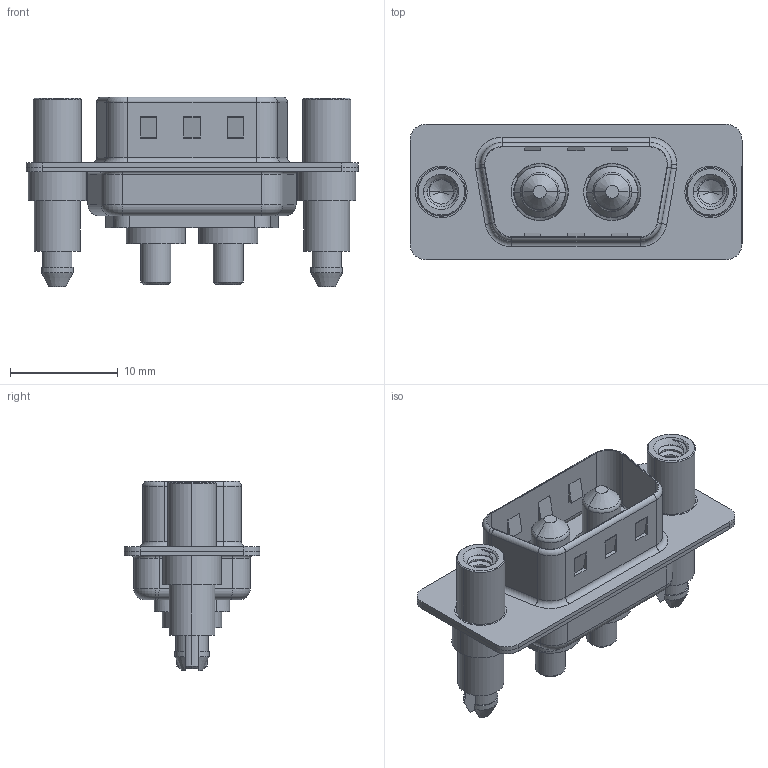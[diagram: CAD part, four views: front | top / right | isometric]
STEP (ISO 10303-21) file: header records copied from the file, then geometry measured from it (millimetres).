
FILE_DESCRIPTION (( 'STEP AP203' ), '1' );
FILE_NAME ('627-2W2-624-2N6.STEP', '2019-05-23T22:07:06', ( '' ), ( '' ), 'SwSTEP 2.0', 'SolidWorks 2016', '' );
FILE_SCHEMA (( 'CONFIG_CONTROL_DESIGN' ));
Length unit declared in the file: millimetre
Products named in the file (6): 627-2W2-624-2N6; Power Pin_20A S; 627Combo Housing_2W2; 627Combo Shell Rear_09 Contacts; 627Combo Shell Front_09 Contacts; 627Combo Threaded Standoff and Boardlock_6
Assembly tree (7 placements, depth 2):
  627-2W2-624-2N6
    627Combo Housing_2W2
    627Combo Shell Rear_09 Contacts
    627Combo Shell Front_09 Contacts
    627Combo Threaded Standoff and Boardlock_6  x2
    Power Pin_20A S  x2
Bounding box: 30.8 x 12.6 x 17.6 mm (x, y, z)
Volume: 1790.5 mm3; surface area: 4059.6 mm2
Topology: 9 solids, 9 shells, 436 faces, 1055 edges, 660 vertices
Faces by surface type: cylinder 195, plane 145, torus 54, cone 32, bspline 10
Entity records: 11857 total; most frequent: CARTESIAN_POINT 2978, DIRECTION 1806, ORIENTED_EDGE 1666, EDGE_CURVE 833, AXIS2_PLACEMENT_3D 694, VERTEX_POINT 523, LINE 418, VECTOR 418
